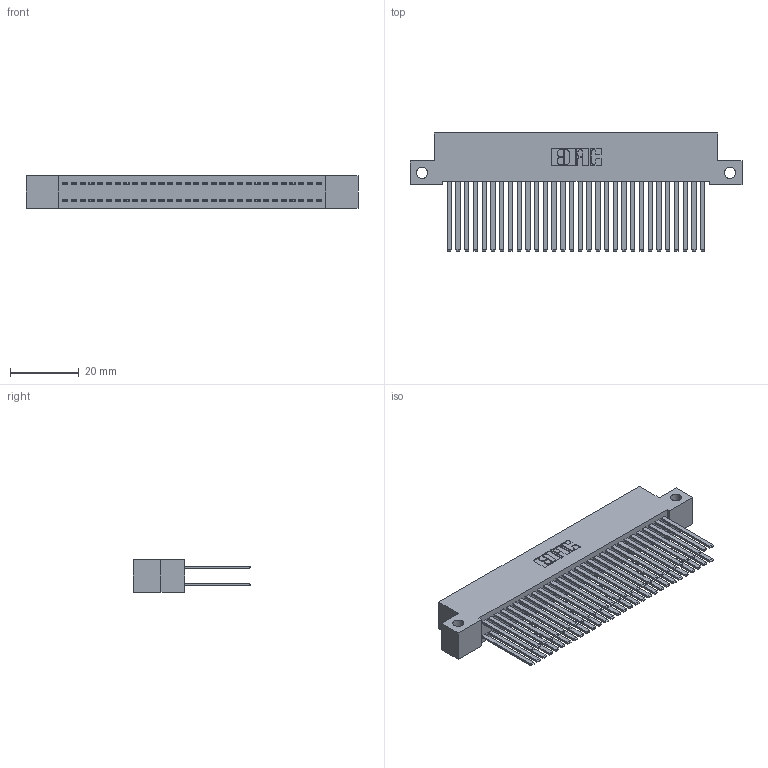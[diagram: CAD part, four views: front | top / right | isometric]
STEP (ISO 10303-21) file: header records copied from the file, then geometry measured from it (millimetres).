
FILE_DESCRIPTION (( 'STEP AP203' ), '1' );
FILE_NAME ('342-060-544-212.STEP', '2018-08-13T06:15:49', ( '' ), ( '' ), 'SwSTEP 2.0', 'SolidWorks 2016', '' );
FILE_SCHEMA (( 'CONFIG_CONTROL_DESIGN' ));
Length unit declared in the file: inch
Products named in the file (3): 345-292-001_345-293-144; 342-060-544-212; 342 Part_Side Mount
Assembly tree (61 placements, depth 2):
  342-060-544-212
    342 Part_Side Mount
    345-292-001_345-293-144  x60
Bounding box: 96.52 x 34.3 x 9.4 mm (x, y, z)
Volume: 9382.7 mm3; surface area: 17146.5 mm2
Topology: 61 solids, 61 shells, 2870 faces, 8519 edges, 5598 vertices
Faces by surface type: plane 1986, cylinder 884
Entity records: 20539 total; most frequent: CARTESIAN_POINT 3414, ORIENTED_EDGE 3350, DIRECTION 2935, EDGE_CURVE 1675, VECTOR 1551, LINE 1551, VERTEX_POINT 1114, AXIS2_PLACEMENT_3D 692
